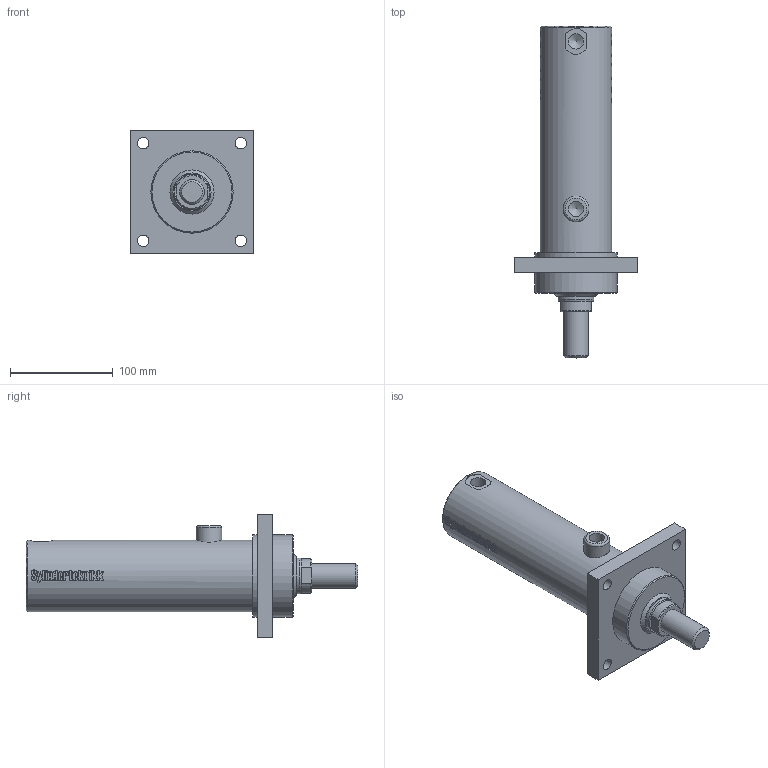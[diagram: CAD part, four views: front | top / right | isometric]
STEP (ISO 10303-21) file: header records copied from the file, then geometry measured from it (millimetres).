
FILE_DESCRIPTION((''),'2;1');
FILE_NAME('DVGF60_35.stp','2010-04-15T09:48:20',('tribel'),(''),'Autodesk Inventor 2009','Autodesk Inventor 2009','');
FILE_SCHEMA(('AUTOMOTIVE_DESIGN { 1 0 10303 214 1 1 1 1 }'));
Length unit declared in the file: millimetre
Products named in the file (4): DVGF60_35; DVGF60_35_body; DVGF60_35_stang; DVGF60_35_Parameters
Assembly tree (3 placements, depth 2):
  DVGF60_35
    DVGF60_35_body
    DVGF60_35_stang
    DVGF60_35_Parameters
Bounding box: 120 x 323 x 120 mm (x, y, z)
Volume: 1032887.2 mm3; surface area: 172254.6 mm2
Topology: 2 solids, 3 shells, 472 faces, 1260 edges, 841 vertices
Faces by surface type: plane 258, bspline 150, cylinder 53, cone 7, torus 3, sphere 1
Full cylindrical faces by diameter (mm): 24 x1, 25 x1, 35 x2, 60 x2, 70 x1, 80 x2
Entity records: 44596 total; most frequent: CARTESIAN_POINT 34109, ORIENTED_EDGE 2426, DIRECTION 1556, EDGE_CURVE 1215, VERTEX_POINT 825, EDGE_LOOP 557, AXIS2_PLACEMENT_3D 524, VECTOR 508
